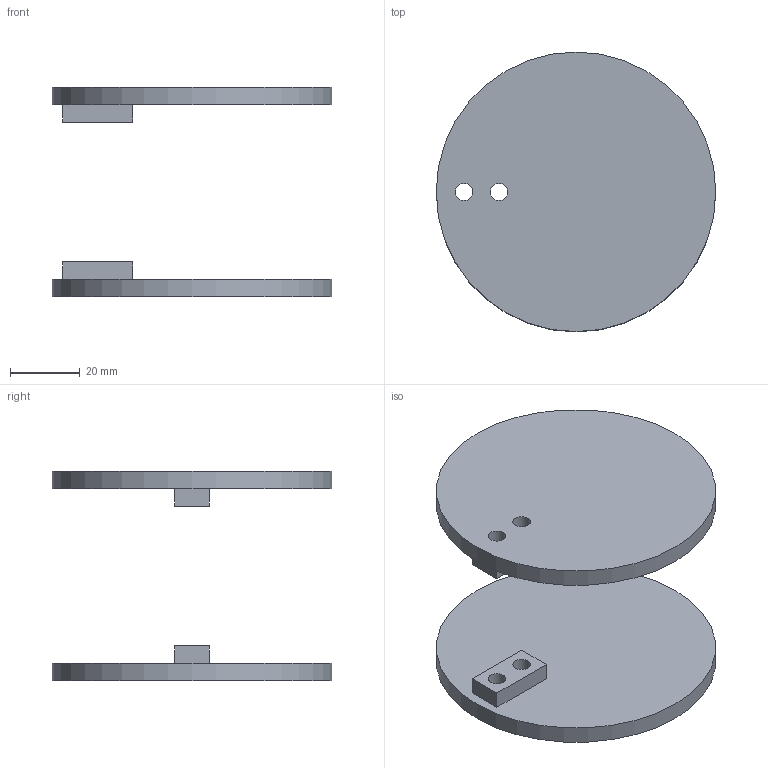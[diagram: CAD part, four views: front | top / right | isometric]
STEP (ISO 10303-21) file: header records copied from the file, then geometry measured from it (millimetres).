
FILE_DESCRIPTION(/* description */ ('STEP AP242','CAx-IF Rec.Pracs.---Representation and Presentation of Product Manufacturing Information (PMI)---4.0---2014-10-13','CAx-IF Rec.Pracs.---3D Tessellated Geometry---0.4---2014-09-14','2;1','CAx-IF Rec.Pracs.---User Defined Attributes---1.5---2016-08-15'),/* implementation_level */ '2;1');
FILE_NAME(/* name */ '691543913533336d9c496067',/* time_stamp */ '2025-11-13T02:33:53Z',/* author */ (''),/* organization */ (''),/* preprocessor_version */ 'ST-DEVELOPER v20',/* originating_system */ 'ONSHAPE BY PTC INC, 1.206',/* authorisation */ ' ');
FILE_SCHEMA (('AP242_MANAGED_MODEL_BASED_3D_ENGINEERING_MIM_LF { 1 0 10303 442 1 1 4 }'));
Length unit declared in the file: metre
Products named in the file (2): Part 2; Part 1
Bounding box: 80 x 80 x 60 mm (x, y, z)
Volume: 51480.1 mm3; surface area: 23690.7 mm2
Topology: 2 solids, 2 shells, 20 faces, 42 edges, 28 vertices
Faces by surface type: plane 14, cylinder 6
Full cylindrical faces by diameter (mm): 5 x4, 80 x2
Entity records: 571 total; most frequent: DIRECTION 92, CARTESIAN_POINT 86, ORIENTED_EDGE 72, EDGE_CURVE 36, EDGE_LOOP 36, FACE_BOUND 36, AXIS2_PLACEMENT_3D 34, VERTEX_POINT 28
